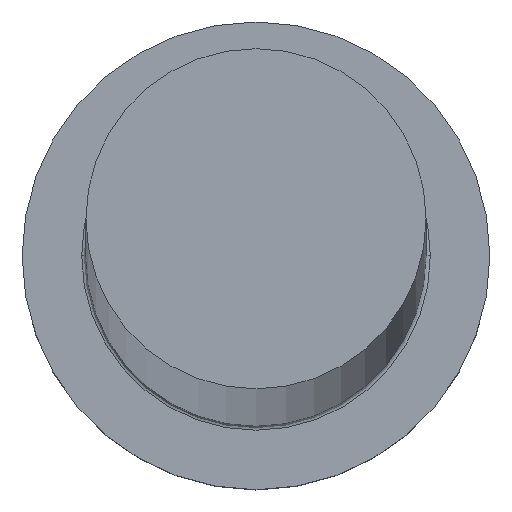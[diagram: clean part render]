
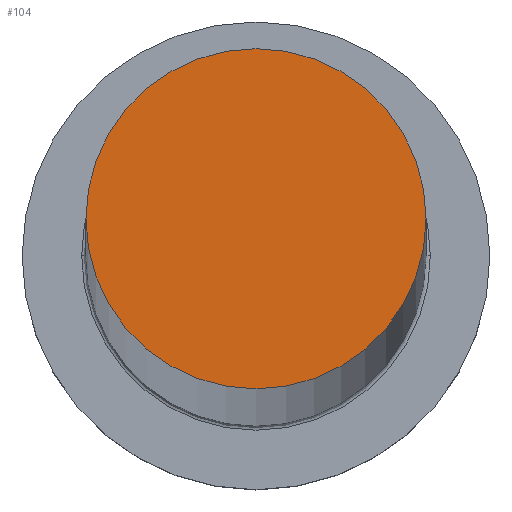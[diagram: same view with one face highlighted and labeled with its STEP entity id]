
A CAD part, top view. The second image highlights one B-rep face of the part: STEP entity #104.
In plain terms, the highlighted planar face has unit normal (0, 0, 1).
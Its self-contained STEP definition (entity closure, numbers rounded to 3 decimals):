
#16 = AXIS2_PLACEMENT_3D ( 'NONE', #242, #29, #127 ) ;
#18 = CARTESIAN_POINT ( 'NONE',  ( -8., 0., 1007. ) ) ;
#19 = AXIS2_PLACEMENT_3D ( 'NONE', #57, #162, #283 ) ;
#29 = DIRECTION ( 'NONE',  ( 0., 0., 1. ) ) ;
#57 = CARTESIAN_POINT ( 'NONE',  ( 0., 0., 1007. ) ) ;
#62 = CARTESIAN_POINT ( 'NONE',  ( 0., 0., 1007. ) ) ;
#64 = VERTEX_POINT ( 'NONE', #18 ) ;
#65 = VERTEX_POINT ( 'NONE', #92 ) ;
#92 = CARTESIAN_POINT ( 'NONE',  ( 8., 0., 1007. ) ) ;
#104 = ADVANCED_FACE ( 'NONE', ( #192 ), #126, .T. ) ;
#116 = AXIS2_PLACEMENT_3D ( 'NONE', #62, #207, #302 ) ;
#126 = PLANE ( 'NONE',  #16 ) ;
#127 = DIRECTION ( 'NONE',  ( 1., 0., 0. ) ) ;
#162 = DIRECTION ( 'NONE',  ( 0., 0., 1. ) ) ;
#192 = FACE_OUTER_BOUND ( 'NONE', #225, .T. ) ;
#207 = DIRECTION ( 'NONE',  ( 0., 0., 1. ) ) ;
#221 = CIRCLE ( 'NONE', #19, 8. ) ;
#225 = EDGE_LOOP ( 'NONE', ( #301, #232 ) ) ;
#232 = ORIENTED_EDGE ( 'NONE', *, *, #233, .T. ) ;
#233 = EDGE_CURVE ( 'NONE', #65, #64, #236, .T. ) ;
#236 = CIRCLE ( 'NONE', #116, 8. ) ;
#242 = CARTESIAN_POINT ( 'NONE',  ( 0., 0., 1007. ) ) ;
#275 = EDGE_CURVE ( 'NONE', #64, #65, #221, .T. ) ;
#283 = DIRECTION ( 'NONE',  ( 1., 0., 0. ) ) ;
#301 = ORIENTED_EDGE ( 'NONE', *, *, #275, .T. ) ;
#302 = DIRECTION ( 'NONE',  ( 1., 0., 0. ) ) ;
